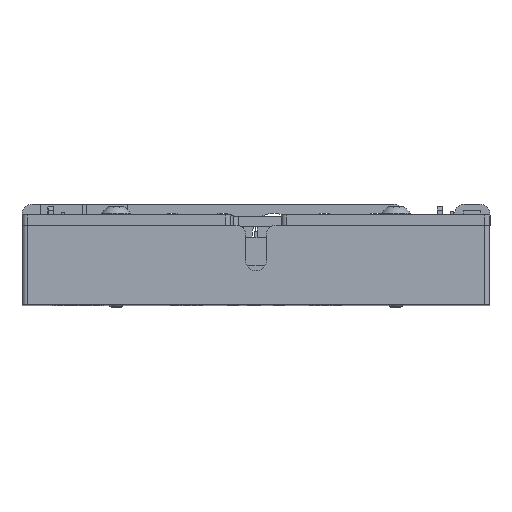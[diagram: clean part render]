
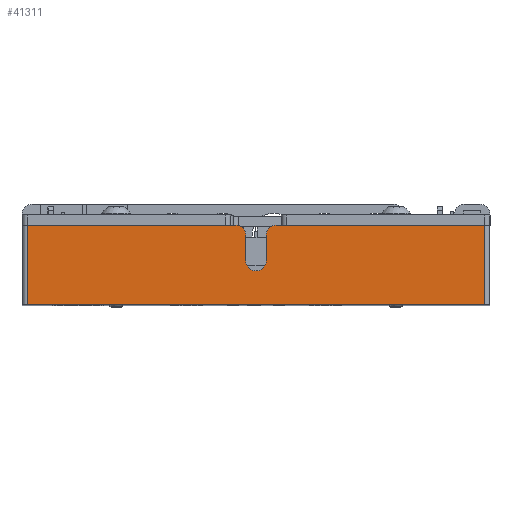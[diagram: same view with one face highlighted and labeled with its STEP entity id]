
A CAD part, top view. The second image highlights one B-rep face of the part: STEP entity #41311.
In plain terms, the highlighted planar face has unit normal (0, 0, 1).
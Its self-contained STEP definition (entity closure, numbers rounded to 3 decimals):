
#156 = VECTOR ( 'NONE', #12814, 1000. ) ;
#451 = EDGE_CURVE ( 'NONE', #14013, #16440, #17079, .T. ) ;
#814 = LINE ( 'NONE', #26185, #9127 ) ;
#1342 = VERTEX_POINT ( 'NONE', #3116 ) ;
#1719 = CARTESIAN_POINT ( 'NONE',  ( 13.224, 21.53, 81. ) ) ;
#2035 = DIRECTION ( 'NONE',  ( -1., 0., 0. ) ) ;
#2174 = CARTESIAN_POINT ( 'NONE',  ( -30.776, 25.93, 81. ) ) ;
#2353 = VERTEX_POINT ( 'NONE', #29003 ) ;
#2714 = AXIS2_PLACEMENT_3D ( 'NONE', #2174, #30923, #23683 ) ;
#2879 = ORIENTED_EDGE ( 'NONE', *, *, #21353, .T. ) ;
#2999 = ORIENTED_EDGE ( 'NONE', *, *, #451, .T. ) ;
#3033 = VERTEX_POINT ( 'NONE', #42748 ) ;
#3116 = CARTESIAN_POINT ( 'NONE',  ( 60.224, 21.53, 81. ) ) ;
#4416 = ORIENTED_EDGE ( 'NONE', *, *, #36814, .F. ) ;
#4781 = EDGE_LOOP ( 'NONE', ( #40763, #27448, #45181, #22127, #4416, #2879, #31972, #8647, #2999, #31383 ) ) ;
#5563 = VERTEX_POINT ( 'NONE', #35475 ) ;
#5569 = PLANE ( 'NONE',  #2714 ) ;
#6896 = CARTESIAN_POINT ( 'NONE',  ( 11.224, 19.53, 81. ) ) ;
#6933 = DIRECTION ( 'NONE',  ( 1., 0., 0. ) ) ;
#7255 = CARTESIAN_POINT ( 'NONE',  ( 17.224, 14.53, 81. ) ) ;
#7374 = EDGE_CURVE ( 'NONE', #16440, #1342, #20936, .T. ) ;
#7544 = EDGE_CURVE ( 'NONE', #5563, #14013, #40516, .T. ) ;
#8526 = VECTOR ( 'NONE', #41579, 1000. ) ;
#8647 = ORIENTED_EDGE ( 'NONE', *, *, #7544, .T. ) ;
#9127 = VECTOR ( 'NONE', #19185, 1000. ) ;
#9441 = VECTOR ( 'NONE', #14972, 1000. ) ;
#10552 = EDGE_CURVE ( 'NONE', #29058, #2353, #45891, .T. ) ;
#10769 = DIRECTION ( 'NONE',  ( 0., -1., 0. ) ) ;
#11592 = CARTESIAN_POINT ( 'NONE',  ( -30.776, 21.53, 81. ) ) ;
#12312 = VECTOR ( 'NONE', #6933, 1000. ) ;
#12814 = DIRECTION ( 'NONE',  ( 0., -1., 0. ) ) ;
#13335 = VERTEX_POINT ( 'NONE', #31777 ) ;
#14013 = VERTEX_POINT ( 'NONE', #27538 ) ;
#14170 = CARTESIAN_POINT ( 'NONE',  ( -30.776, 5.93, 81. ) ) ;
#14972 = DIRECTION ( 'NONE',  ( 1., 0., 0. ) ) ;
#15439 = LINE ( 'NONE', #11592, #9441 ) ;
#15467 = EDGE_CURVE ( 'NONE', #13335, #2353, #23397, .T. ) ;
#15911 = VERTEX_POINT ( 'NONE', #18540 ) ;
#16440 = VERTEX_POINT ( 'NONE', #21451 ) ;
#17079 = LINE ( 'NONE', #14170, #12312 ) ;
#17301 = EDGE_CURVE ( 'NONE', #13335, #1342, #15439, .T. ) ;
#18540 = CARTESIAN_POINT ( 'NONE',  ( 13.224, 19.53, 81. ) ) ;
#18796 = AXIS2_PLACEMENT_3D ( 'NONE', #34881, #31262, #2035 ) ;
#19185 = DIRECTION ( 'NONE',  ( 1., 0., 0. ) ) ;
#19275 = AXIS2_PLACEMENT_3D ( 'NONE', #44832, #40992, #29826 ) ;
#20038 = DIRECTION ( 'NONE',  ( 0., 1., 0. ) ) ;
#20200 = VECTOR ( 'NONE', #20038, 1000. ) ;
#20936 = LINE ( 'NONE', #27259, #20200 ) ;
#21306 = CARTESIAN_POINT ( 'NONE',  ( 11.224, 21.53, 81. ) ) ;
#21353 = EDGE_CURVE ( 'NONE', #15911, #46236, #40239, .T. ) ;
#21451 = CARTESIAN_POINT ( 'NONE',  ( 60.224, 5.93, 81. ) ) ;
#21629 = DIRECTION ( 'NONE',  ( 0., 0., 1. ) ) ;
#22127 = ORIENTED_EDGE ( 'NONE', *, *, #22586, .F. ) ;
#22586 = EDGE_CURVE ( 'NONE', #3033, #29058, #33912, .T. ) ;
#23397 = CIRCLE ( 'NONE', #18796, 2. ) ;
#23683 = DIRECTION ( 'NONE',  ( -1., 0., 0. ) ) ;
#24170 = CARTESIAN_POINT ( 'NONE',  ( 17.224, 21.53, 81. ) ) ;
#26185 = CARTESIAN_POINT ( 'NONE',  ( -30.776, 21.53, 81. ) ) ;
#27259 = CARTESIAN_POINT ( 'NONE',  ( 60.224, 25.93, 81. ) ) ;
#27448 = ORIENTED_EDGE ( 'NONE', *, *, #15467, .T. ) ;
#27538 = CARTESIAN_POINT ( 'NONE',  ( -29.776, 5.93, 81. ) ) ;
#29003 = CARTESIAN_POINT ( 'NONE',  ( 17.224, 19.53, 81. ) ) ;
#29058 = VERTEX_POINT ( 'NONE', #7255 ) ;
#29826 = DIRECTION ( 'NONE',  ( 1., 0., 0. ) ) ;
#30923 = DIRECTION ( 'NONE',  ( 0., 0., -1. ) ) ;
#31262 = DIRECTION ( 'NONE',  ( 0., 0., 1. ) ) ;
#31383 = ORIENTED_EDGE ( 'NONE', *, *, #7374, .T. ) ;
#31777 = CARTESIAN_POINT ( 'NONE',  ( 19.224, 21.53, 81. ) ) ;
#31972 = ORIENTED_EDGE ( 'NONE', *, *, #47139, .F. ) ;
#32533 = VECTOR ( 'NONE', #10769, 1000. ) ;
#33912 = CIRCLE ( 'NONE', #19275, 2. ) ;
#34881 = CARTESIAN_POINT ( 'NONE',  ( 19.224, 19.53, 81. ) ) ;
#35021 = FACE_OUTER_BOUND ( 'NONE', #4781, .T. ) ;
#35475 = CARTESIAN_POINT ( 'NONE',  ( -29.776, 21.53, 81. ) ) ;
#36379 = DIRECTION ( 'NONE',  ( -1., 0., 0. ) ) ;
#36814 = EDGE_CURVE ( 'NONE', #15911, #3033, #38210, .T. ) ;
#38210 = LINE ( 'NONE', #1719, #156 ) ;
#40239 = CIRCLE ( 'NONE', #44074, 2. ) ;
#40516 = LINE ( 'NONE', #43867, #32533 ) ;
#40763 = ORIENTED_EDGE ( 'NONE', *, *, #17301, .F. ) ;
#40992 = DIRECTION ( 'NONE',  ( 0., 0., 1. ) ) ;
#41311 = ADVANCED_FACE ( 'NONE', ( #35021 ), #5569, .F. ) ;
#41579 = DIRECTION ( 'NONE',  ( 0., 1., 0. ) ) ;
#42748 = CARTESIAN_POINT ( 'NONE',  ( 13.224, 14.53, 81. ) ) ;
#43867 = CARTESIAN_POINT ( 'NONE',  ( -29.776, 25.93, 81. ) ) ;
#44074 = AXIS2_PLACEMENT_3D ( 'NONE', #6896, #21629, #36379 ) ;
#44832 = CARTESIAN_POINT ( 'NONE',  ( 15.224, 14.53, 81. ) ) ;
#45181 = ORIENTED_EDGE ( 'NONE', *, *, #10552, .F. ) ;
#45891 = LINE ( 'NONE', #24170, #8526 ) ;
#46236 = VERTEX_POINT ( 'NONE', #21306 ) ;
#47139 = EDGE_CURVE ( 'NONE', #5563, #46236, #814, .T. ) ;
